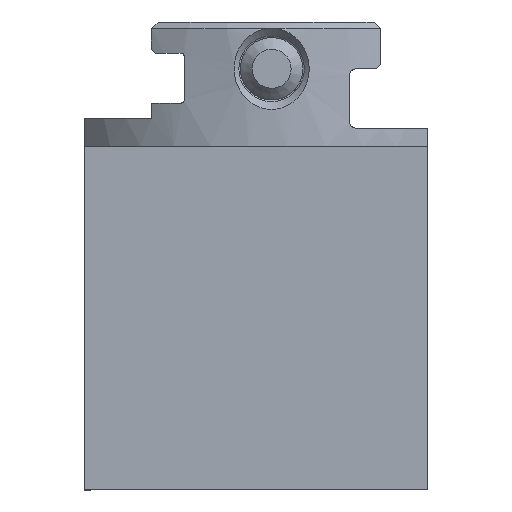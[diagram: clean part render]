
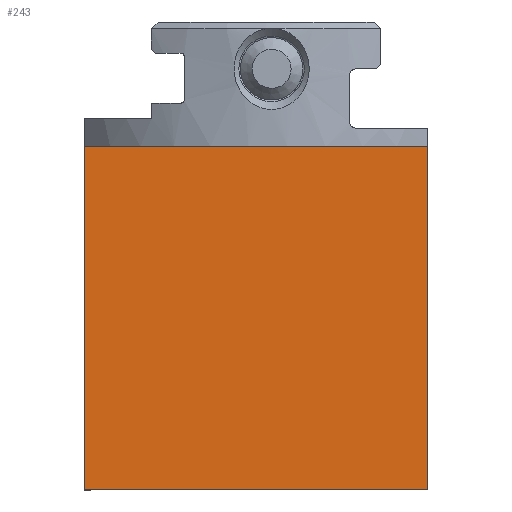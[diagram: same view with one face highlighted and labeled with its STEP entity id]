
A CAD part, left-side view. The second image highlights one B-rep face of the part: STEP entity #243.
In plain terms, the highlighted planar face has unit normal (-1, 0, 0).
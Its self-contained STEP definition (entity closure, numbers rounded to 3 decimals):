
#83=PLANE('',#967);
#113=LINE('',#1371,#175);
#121=LINE('',#1388,#183);
#139=LINE('',#1506,#201);
#140=LINE('',#1507,#202);
#175=VECTOR('',#1084,1.);
#183=VECTOR('',#1094,1.);
#201=VECTOR('',#1142,1.);
#202=VECTOR('',#1143,1.);
#243=ADVANCED_FACE('',(#303),#83,.T.);
#303=FACE_OUTER_BOUND('',#350,.T.);
#350=EDGE_LOOP('',(#513,#514,#515,#516));
#513=ORIENTED_EDGE('',*,*,#792,.T.);
#514=ORIENTED_EDGE('',*,*,#828,.T.);
#515=ORIENTED_EDGE('',*,*,#800,.F.);
#516=ORIENTED_EDGE('',*,*,#829,.T.);
#702=VERTEX_POINT('',#1370);
#703=VERTEX_POINT('',#1372);
#710=VERTEX_POINT('',#1387);
#711=VERTEX_POINT('',#1389);
#792=EDGE_CURVE('',#703,#702,#113,.T.);
#800=EDGE_CURVE('',#710,#711,#121,.T.);
#828=EDGE_CURVE('',#702,#711,#139,.T.);
#829=EDGE_CURVE('',#710,#703,#140,.T.);
#967=AXIS2_PLACEMENT_3D('',#1508,#1144,#1145);
#1084=DIRECTION('',(0.,0.,-1.));
#1094=DIRECTION('',(0.,0.,-1.));
#1142=DIRECTION('',(0.,-1.,0.));
#1143=DIRECTION('',(0.,1.,0.));
#1144=DIRECTION('',(-1.,0.,0.));
#1145=DIRECTION('',(0.,1.,0.));
#1370=CARTESIAN_POINT('',(-25.,12.,-30.));
#1371=CARTESIAN_POINT('',(-25.,12.,-30.));
#1372=CARTESIAN_POINT('',(-25.,12.,-8.));
#1387=CARTESIAN_POINT('',(-25.,-10.,-8.));
#1388=CARTESIAN_POINT('',(-25.,-10.,-30.));
#1389=CARTESIAN_POINT('',(-25.,-10.,-30.));
#1506=CARTESIAN_POINT('',(-25.,-10.,-30.));
#1507=CARTESIAN_POINT('',(-25.,-10.,-8.));
#1508=CARTESIAN_POINT('',(-25.,-10.,-30.));
